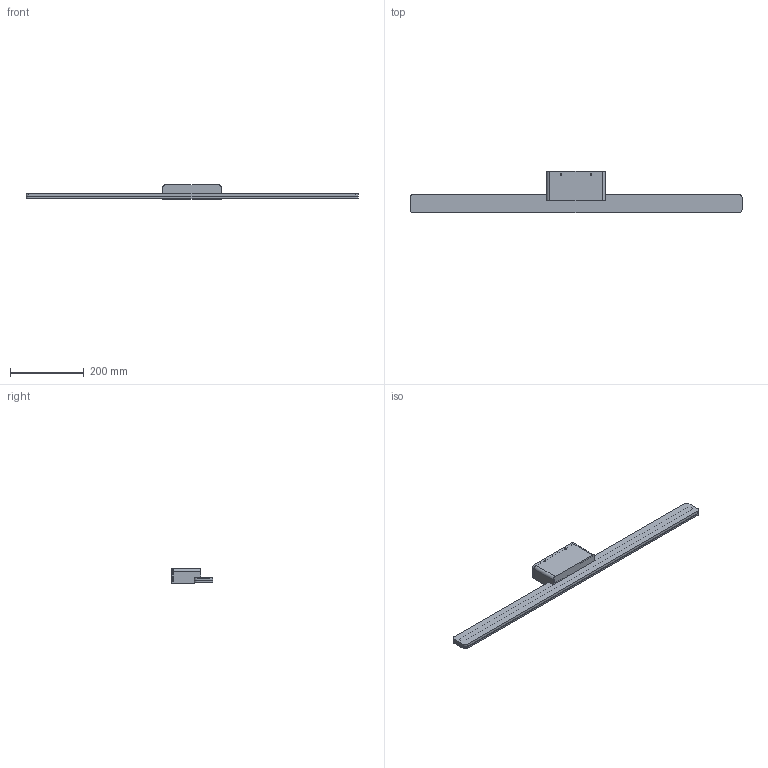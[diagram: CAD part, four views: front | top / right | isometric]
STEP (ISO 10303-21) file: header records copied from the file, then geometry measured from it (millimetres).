
FILE_DESCRIPTION(('CATIA V5 STEP Exchange'),'2;1');
FILE_NAME('1088-900.stp','2021-04-14T07:19:52+00:00',('none'),('none'),'CATIA Version 5 Release 21 GA (IN-10)','CATIA V5 STEP AP203','none');
FILE_SCHEMA(('CONFIG_CONTROL_DESIGN'));
Length unit declared in the file: millimetre
Products named in the file (1): Product1
Assembly tree (19 placements, depth 2):
  Product1
    #58
    #3710
    #4875  x2
    #5358  x4
    #8527  x4
    #9673
    #10152  x4
    #13817
    #15484
Bounding box: 900 x 112.75 x 40 mm (x, y, z)
Volume: 640482.5 mm3; surface area: 327866.1 mm2
Topology: 20 solids, 20 shells, 1187 faces, 3122 edges, 2004 vertices
Faces by surface type: cylinder 534, plane 321, cone 312, bspline 8, extrusion 6, torus 6
Entity records: 16798 total; most frequent: CARTESIAN_POINT 4823, ORIENTED_EDGE 2658, DIRECTION 1960, EDGE_CURVE 1329, AXIS2_PLACEMENT_3D 898, VERTEX_POINT 861, VECTOR 621, LINE 615
